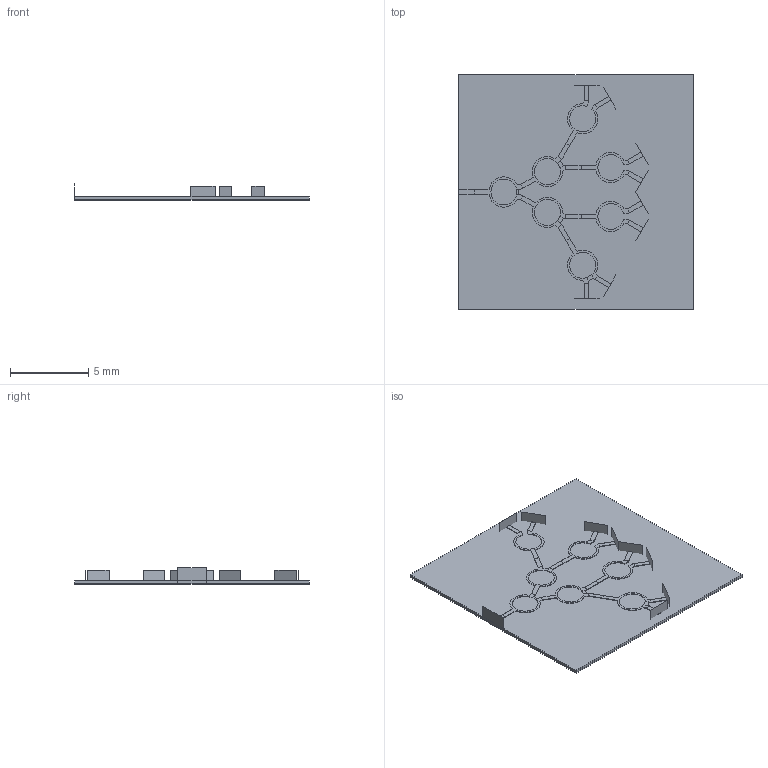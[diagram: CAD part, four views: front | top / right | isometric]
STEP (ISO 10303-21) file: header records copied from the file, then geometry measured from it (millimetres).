
FILE_DESCRIPTION(('STEP AP214'),'1');
FILE_NAME('Splitter.stp','2021-08-18T17:28:20',('user'),(' '),'Spatial InterOp 3D','CST ACIS InterOp Converter 2016',' ');
FILE_SCHEMA(('AUTOMOTIVE_DESIGN { 1 0 10303 214 1 1 1 1 }'));
Length unit declared in the file: millimetre
Products named in the file (1): PCB|Substrate
Bounding box: 15 x 15 x 1.03 mm (x, y, z)
Volume: 48.8 mm3; surface area: 953.5 mm2
Topology: 22 solids, 35 shells, 222 faces, 550 edges, 388 vertices
Faces by surface type: plane 180, cylinder 42
Entity records: 6903 total; most frequent: CARTESIAN_POINT 1190, DIRECTION 1150, ORIENTED_EDGE 1042, EDGE_CURVE 547, LINE 466, VECTOR 466, VERTEX_POINT 382, AXIS2_PLACEMENT_3D 342
